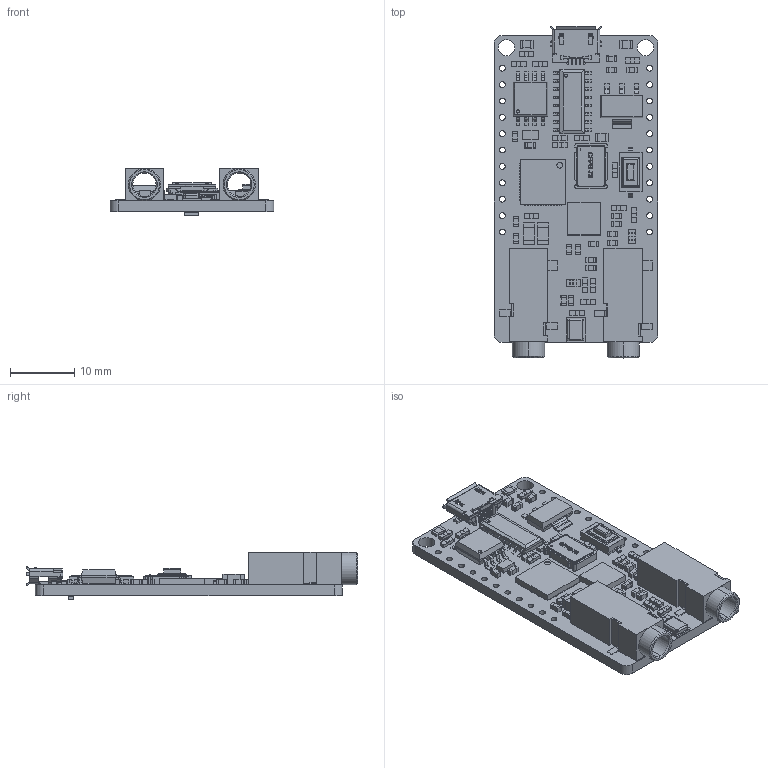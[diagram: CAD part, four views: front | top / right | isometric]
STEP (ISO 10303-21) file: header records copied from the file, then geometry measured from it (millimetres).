
FILE_DESCRIPTION(('Open CASCADE Model'),'2;1');
FILE_NAME('Open CASCADE Shape Model','2019-08-17T00:21:54',('Author'),( 'Open CASCADE'),'Open CASCADE STEP processor 6.8','Open CASCADE 6.8' ,'Unknown');
FILE_SCHEMA(('AUTOMOTIVE_DESIGN { 1 0 10303 214 1 1 1 1 }'));
Length unit declared in the file: millimetre
Products named in the file (101): PCB; Board; Open CASCADE STEP translator 6.8 3.1.1; U1; User_Library-SOIC8_(ATTINY12); M1; UNK_Knowles_SPU0410HR5H-PB_eec; C25; 6637694192; Extruded; 6637693952; C24; U5; 4462544912; R21; 5966580608; Mid_Body; Terminal; Open_CASCADE_STEP_translator_6.8_1.2.1; Mark; R20; 5966582208; R18; 5966582288; R17; J3; CUI_SJ-3523-SMT-TR; J2; C33; User_Library-SMD_CAPACITOR0603; C32; C31; C30; C29; C28; C27; C26; C23; C15; C14 ...
Assembly tree (144 placements, depth 5):
  PCB
    Board
      Open CASCADE STEP translator 6.8 3.1.1
    U1
      User_Library-SOIC8_(ATTINY12)
    M1
      UNK_Knowles_SPU0410HR5H-PB_eec
    C25
      6637694192  x2
        Extruded
      6637693952
        Extruded
    C24
      6637694192  x2
        Extruded
      6637693952
        Extruded
    U5
      4462544912
        Extruded
    R21
      5966580608
        Mid_Body
        Terminal  x2
          Open_CASCADE_STEP_translator_6.8_1.2.1
        Mark
    R20
      5966582208
        Mid_Body
        Terminal  x2
          Open_CASCADE_STEP_translator_6.8_1.2.1
        Mark
    R18
      5966582288
        Mid_Body
        Terminal  x2
          Open_CASCADE_STEP_translator_6.8_1.2.1
        Mark
    R17
      5966582288
        Mid_Body
        Terminal  x2
          Open_CASCADE_STEP_translator_6.8_1.2.1
        Mark
    J3
      CUI_SJ-3523-SMT-TR
    J2
      CUI_SJ-3523-SMT-TR
    C33
      User_Library-SMD_CAPACITOR0603
    C32
      User_Library-SMD_CAPACITOR0603
    C31
      User_Library-SMD_CAPACITOR0603
    C30
      User_Library-SMD_CAPACITOR0603
    C29
      User_Library-SMD_CAPACITOR0603
    C28
      User_Library-SMD_CAPACITOR0603
Bounding box: 25.4 x 51.49 x 7.29 mm (x, y, z)
Volume: 2982.2 mm3; surface area: 5802.2 mm2
Topology: 175 solids, 195 shells, 3202 faces, 7779 edges, 4873 vertices
Faces by surface type: plane 2210, cylinder 758, sphere 150, bspline 62, cone 10, torus 8, revolution 4
Full cylindrical faces by diameter (mm): 0.6 x2, 0.61 x1, 0.7 x2, 0.8 x4, 0.875 x1, 0.9 x22, 1.7 x4, 2.54 x2
Entity records: 67160 total; most frequent: CARTESIAN_POINT 12929, ORIENTED_EDGE 9388, DIRECTION 9164, EDGE_CURVE 4694, LINE 3448, VECTOR 3448, VERTEX_POINT 3061, AXIS2_PLACEMENT_3D 2856
